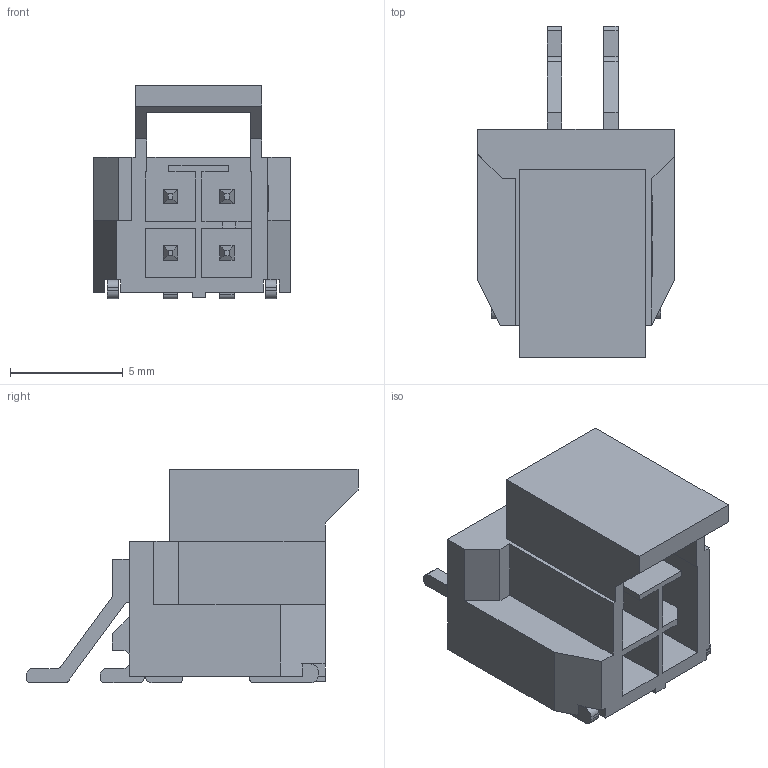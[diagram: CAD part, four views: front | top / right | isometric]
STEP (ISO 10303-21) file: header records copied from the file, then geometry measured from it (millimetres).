
FILE_DESCRIPTION (( 'STEP AP214' ), '1' );
FILE_NAME ('CONN-SMD_1054051104.STEP', '2025-01-04T05:32:18', ( '个人用户' ), ( '微软中国' ), 'SwSTEP 2.0', 'SolidWorks 2020', '' );
FILE_SCHEMA (( 'AUTOMOTIVE_DESIGN' ));
Length unit declared in the file: millimetre
Products named in the file (1): CONN-SMD_1054051104
Bounding box: 8.74 x 14.74 x 9.49 mm (x, y, z)
Volume: 333.9 mm3; surface area: 861.6 mm2
Topology: 1 solids, 1 shells, 420 faces, 1155 edges, 763 vertices
Faces by surface type: plane 294, bspline 98, cylinder 28
Entity records: 18357 total; most frequent: CARTESIAN_POINT 3645, ORIENTED_EDGE 2310, DIRECTION 1657, EDGE_CURVE 1155, LINE 899, VECTOR 899, VERTEX_POINT 763, EDGE_LOOP 448
